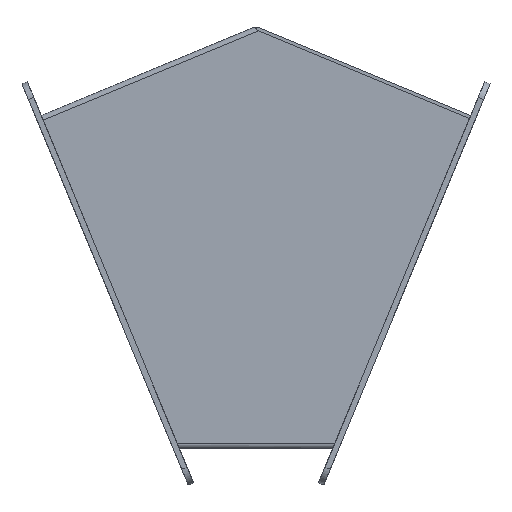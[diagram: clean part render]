
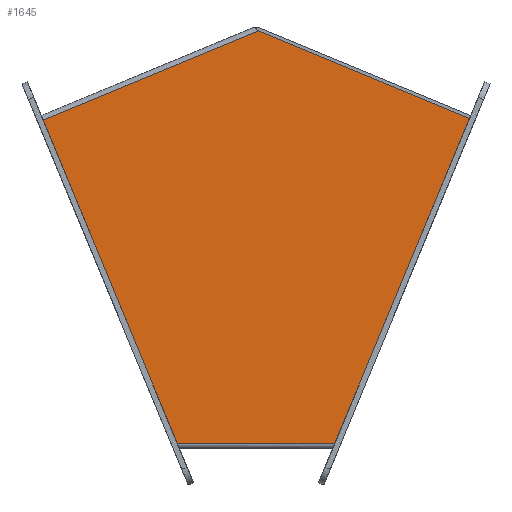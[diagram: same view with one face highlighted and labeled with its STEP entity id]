
A CAD part, front view. The second image highlights one B-rep face of the part: STEP entity #1645.
In plain terms, the highlighted planar face has unit normal (0, -1, 0).
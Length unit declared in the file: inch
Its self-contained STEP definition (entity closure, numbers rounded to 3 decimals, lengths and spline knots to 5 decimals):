
#49 = LINE ( 'NONE', #583, #2039 ) ;
#93 = CARTESIAN_POINT ( 'NONE',  ( -4.733, -4., 9.279 ) ) ;
#187 = LINE ( 'NONE', #1197, #3165 ) ;
#188 = ORIENTED_EDGE ( 'NONE', *, *, #594, .T. ) ;
#255 = DIRECTION ( 'NONE',  ( -0.924, 0., 0.383 ) ) ;
#258 = EDGE_CURVE ( 'NONE', #2635, #603, #49, .T. ) ;
#272 = CARTESIAN_POINT ( 'NONE',  ( 0., -4., 9.279 ) ) ;
#583 = CARTESIAN_POINT ( 'NONE',  ( 4.733, -4., 7.31626 ) ) ;
#594 = EDGE_CURVE ( 'NONE', #1440, #1819, #762, .T. ) ;
#603 = VERTEX_POINT ( 'NONE', #3071 ) ;
#663 = EDGE_LOOP ( 'NONE', ( #824, #1214, #878, #188, #1936 ) ) ;
#762 = LINE ( 'NONE', #1772, #2470 ) ;
#771 = VERTEX_POINT ( 'NONE', #2174 ) ;
#810 = DIRECTION ( 'NONE',  ( 0., -1., 0. ) ) ;
#824 = ORIENTED_EDGE ( 'NONE', *, *, #875, .T. ) ;
#875 = EDGE_CURVE ( 'NONE', #771, #2635, #2669, .T. ) ;
#878 = ORIENTED_EDGE ( 'NONE', *, *, #3156, .T. ) ;
#1123 = CARTESIAN_POINT ( 'NONE',  ( -4.71921, -4., 7.283 ) ) ;
#1197 = CARTESIAN_POINT ( 'NONE',  ( -1.699, -4., 0. ) ) ;
#1214 = ORIENTED_EDGE ( 'NONE', *, *, #258, .T. ) ;
#1336 = DIRECTION ( 'NONE',  ( 0., 0., -1. ) ) ;
#1351 = FACE_OUTER_BOUND ( 'NONE', #663, .T. ) ;
#1440 = VERTEX_POINT ( 'NONE', #2739 ) ;
#1459 = EDGE_CURVE ( 'NONE', #1819, #771, #187, .T. ) ;
#1478 = DIRECTION ( 'NONE',  ( 0.383, 0., -0.924 ) ) ;
#1645 = ADVANCED_FACE ( 'NONE', ( #1351 ), #2828, .T. ) ;
#1772 = CARTESIAN_POINT ( 'NONE',  ( 0.04699, -4., 9.25951 ) ) ;
#1819 = VERTEX_POINT ( 'NONE', #1123 ) ;
#1892 = DIRECTION ( 'NONE',  ( 0.383, 0., 0.924 ) ) ;
#1936 = ORIENTED_EDGE ( 'NONE', *, *, #1459, .T. ) ;
#2039 = VECTOR ( 'NONE', #1892, 39.37008 ) ;
#2174 = CARTESIAN_POINT ( 'NONE',  ( -1.74379, -4., 0.108 ) ) ;
#2426 = CARTESIAN_POINT ( 'NONE',  ( 1.74379, -4., 0.108 ) ) ;
#2432 = VECTOR ( 'NONE', #255, 39.37008 ) ;
#2470 = VECTOR ( 'NONE', #2794, 39.37008 ) ;
#2597 = AXIS2_PLACEMENT_3D ( 'NONE', #93, #810, #1336 ) ;
#2635 = VERTEX_POINT ( 'NONE', #2426 ) ;
#2669 = LINE ( 'NONE', #2958, #3191 ) ;
#2684 = DIRECTION ( 'NONE',  ( 1., 0., 0. ) ) ;
#2739 = CARTESIAN_POINT ( 'NONE',  ( 0.04699, -4., 9.25951 ) ) ;
#2794 = DIRECTION ( 'NONE',  ( -0.924, 0., -0.383 ) ) ;
#2828 = PLANE ( 'NONE',  #2597 ) ;
#2958 = CARTESIAN_POINT ( 'NONE',  ( -4.733, -4., 0.108 ) ) ;
#3040 = LINE ( 'NONE', #272, #2432 ) ;
#3071 = CARTESIAN_POINT ( 'NONE',  ( 4.733, -4., 7.31626 ) ) ;
#3156 = EDGE_CURVE ( 'NONE', #603, #1440, #3040, .T. ) ;
#3165 = VECTOR ( 'NONE', #1478, 39.37008 ) ;
#3191 = VECTOR ( 'NONE', #2684, 39.37008 ) ;
